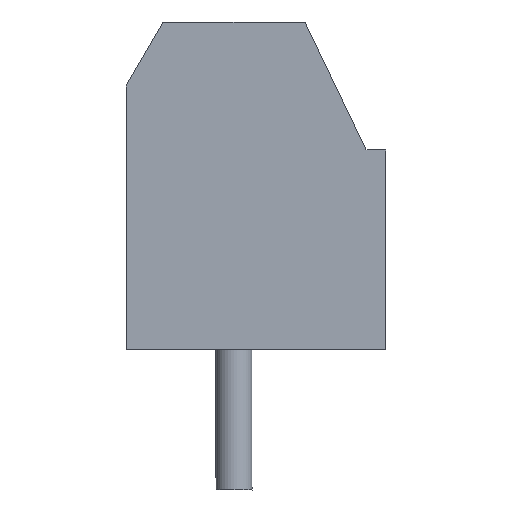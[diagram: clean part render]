
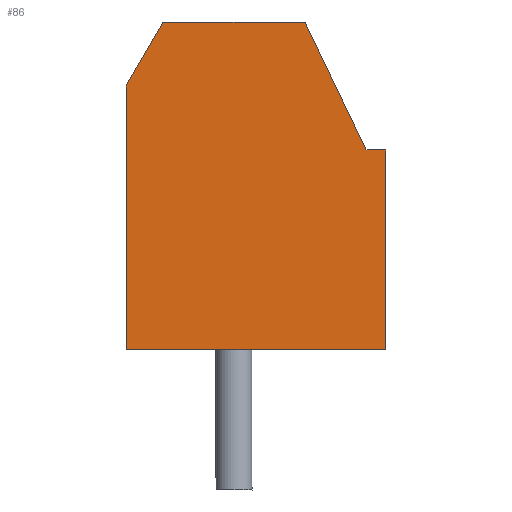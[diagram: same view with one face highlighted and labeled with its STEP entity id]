
A CAD part, left-side view. The second image highlights one B-rep face of the part: STEP entity #86.
In plain terms, the highlighted planar face has unit normal (-1, 0, 0).
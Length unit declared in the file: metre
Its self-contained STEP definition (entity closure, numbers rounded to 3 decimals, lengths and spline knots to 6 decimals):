
#86 = ADVANCED_FACE( '', ( #221 ), #222, .F. );
#92 = EDGE_CURVE( '', #231, #232, #233, .T. );
#100 = EDGE_CURVE( '', #245, #231, #246, .T. );
#140 = EDGE_CURVE( '', #306, #251, #307, .T. );
#146 = EDGE_CURVE( '', #251, #322, #323, .T. );
#148 = EDGE_CURVE( '', #303, #245, #325, .T. );
#166 = EDGE_CURVE( '', #232, #306, #352, .T. );
#188 = EDGE_CURVE( '', #322, #303, #383, .T. );
#221 = FACE_OUTER_BOUND( '', #409, .T. );
#222 = PLANE( '', #410 );
#231 = VERTEX_POINT( '', #422 );
#232 = VERTEX_POINT( '', #423 );
#233 = LINE( '', #424, #425 );
#245 = VERTEX_POINT( '', #439 );
#246 = LINE( '', #440, #441 );
#251 = VERTEX_POINT( '', #449 );
#303 = VERTEX_POINT( '', #516 );
#306 = VERTEX_POINT( '', #521 );
#307 = LINE( '', #522, #523 );
#322 = VERTEX_POINT( '', #541 );
#323 = LINE( '', #542, #543 );
#325 = LINE( '', #546, #547 );
#352 = LINE( '', #581, #582 );
#383 = LINE( '', #624, #625 );
#409 = EDGE_LOOP( '', ( #660, #661, #662, #663, #664, #665, #666 ) );
#410 = AXIS2_PLACEMENT_3D( '', #667, #668, #669 );
#422 = CARTESIAN_POINT( '', ( -0.012266, 0.003253, 0.006713 ) );
#423 = CARTESIAN_POINT( '', ( -0.012266, 0.003253, 0.000113 ) );
#424 = CARTESIAN_POINT( '', ( -0.012266, 0.003253, 0.000113 ) );
#425 = VECTOR( '', #676, 1. );
#439 = CARTESIAN_POINT( '', ( -0.012266, 0.002329, 0.008313 ) );
#440 = CARTESIAN_POINT( '', ( -0.012266, 0.003253, 0.006713 ) );
#441 = VECTOR( '', #691, 1. );
#449 = CARTESIAN_POINT( '', ( -0.012266, -0.003247, 0.005113 ) );
#516 = CARTESIAN_POINT( '', ( -0.012266, -0.001223, 0.008313 ) );
#521 = CARTESIAN_POINT( '', ( -0.012266, -0.003247, 0.000113 ) );
#522 = CARTESIAN_POINT( '', ( -0.012266, -0.003247, 0.005113 ) );
#523 = VECTOR( '', #757, 1. );
#541 = CARTESIAN_POINT( '', ( -0.012266, -0.002747, 0.005113 ) );
#542 = CARTESIAN_POINT( '', ( -0.012266, -0.002747, 0.005113 ) );
#543 = VECTOR( '', #774, 1. );
#546 = CARTESIAN_POINT( '', ( -0.012266, 0.002329, 0.008313 ) );
#547 = VECTOR( '', #775, 1. );
#581 = CARTESIAN_POINT( '', ( -0.012266, -0.003247, 0.000113 ) );
#582 = VECTOR( '', #810, 1. );
#624 = CARTESIAN_POINT( '', ( -0.012266, -0.001223, 0.008313 ) );
#625 = VECTOR( '', #842, 1. );
#660 = ORIENTED_EDGE( '', *, *, #140, .T. );
#661 = ORIENTED_EDGE( '', *, *, #146, .T. );
#662 = ORIENTED_EDGE( '', *, *, #188, .T. );
#663 = ORIENTED_EDGE( '', *, *, #148, .T. );
#664 = ORIENTED_EDGE( '', *, *, #100, .T. );
#665 = ORIENTED_EDGE( '', *, *, #92, .T. );
#666 = ORIENTED_EDGE( '', *, *, #166, .T. );
#667 = CARTESIAN_POINT( '', ( -0.012266, -0.003247, 0.000113 ) );
#668 = DIRECTION( '', ( 1., 0., 0. ) );
#669 = DIRECTION( '', ( 0., 0., 1. ) );
#676 = DIRECTION( '', ( 0., 0., -1. ) );
#691 = DIRECTION( '', ( 0., 0.5, -0.866 ) );
#757 = DIRECTION( '', ( 0., 0., 1. ) );
#774 = DIRECTION( '', ( 0., 1., 0. ) );
#775 = DIRECTION( '', ( 0., 1., 0. ) );
#810 = DIRECTION( '', ( 0., -1., 0. ) );
#842 = DIRECTION( '', ( 0., 0.43, 0.903 ) );
